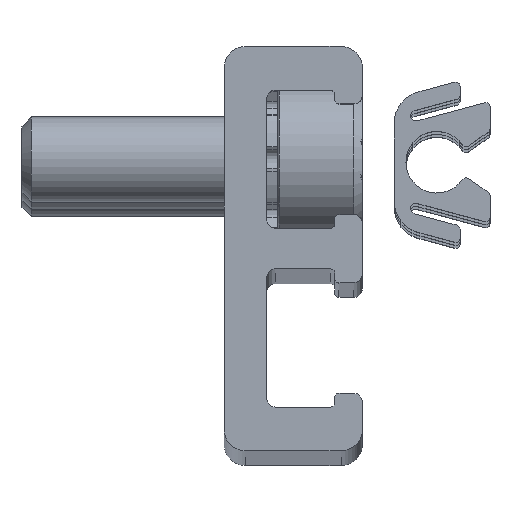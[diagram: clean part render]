
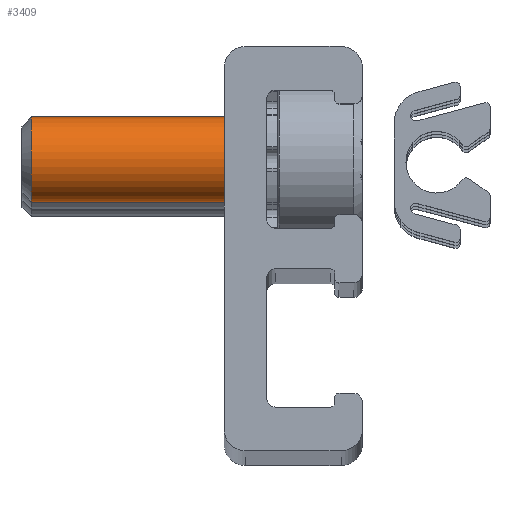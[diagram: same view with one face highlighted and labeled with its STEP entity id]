
A CAD part, top view. The second image highlights one B-rep face of the part: STEP entity #3409.
In plain terms, the highlighted cylindrical face has radius 2 mm (diameter 4 mm), a full revolution.
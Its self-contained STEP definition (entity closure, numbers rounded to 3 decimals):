
#193=CIRCLE('',#3765,2.);
#194=CIRCLE('',#3767,2.);
#1661=ORIENTED_EDGE('',*,*,#2274,.F.);
#1662=ORIENTED_EDGE('',*,*,#2273,.T.);
#2273=EDGE_CURVE('',#2643,#2643,#193,.T.);
#2274=EDGE_CURVE('',#2644,#2644,#194,.T.);
#2643=VERTEX_POINT('',#5840);
#2644=VERTEX_POINT('',#5843);
#2927=EDGE_LOOP('',(#1661));
#2928=EDGE_LOOP('',(#1662));
#3133=FACE_BOUND('',#2927,.T.);
#3134=FACE_BOUND('',#2928,.T.);
#3253=CYLINDRICAL_SURFACE('',#3766,2.);
#3409=ADVANCED_FACE('',(#3133,#3134),#3253,.T.);
#3765=AXIS2_PLACEMENT_3D('',#5839,#4592,#4593);
#3766=AXIS2_PLACEMENT_3D('',#5841,#4594,#4595);
#3767=AXIS2_PLACEMENT_3D('',#5842,#4596,#4597);
#4592=DIRECTION('',(0.,-1.,0.));
#4593=DIRECTION('',(0.,0.,-1.));
#4594=DIRECTION('',(0.,-1.,0.));
#4595=DIRECTION('',(0.,0.,-1.));
#4596=DIRECTION('',(0.,-1.,0.));
#4597=DIRECTION('',(0.,0.,-1.));
#5839=CARTESIAN_POINT('',(0.,-0.6,0.));
#5840=CARTESIAN_POINT('',(0.,-0.6,-2.));
#5841=CARTESIAN_POINT('',(0.,-12.,0.));
#5842=CARTESIAN_POINT('',(0.,-11.571,0.));
#5843=CARTESIAN_POINT('',(0.,-11.571,-2.));
